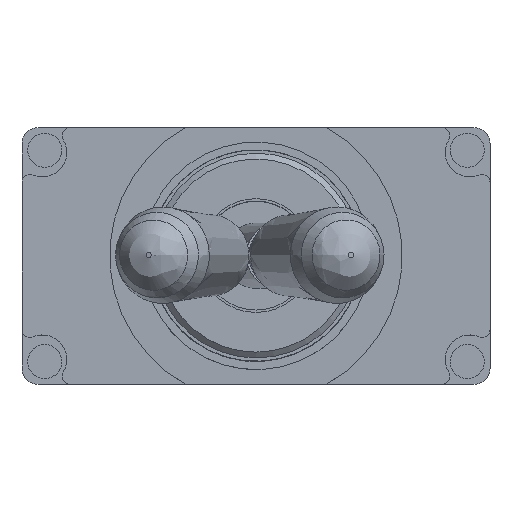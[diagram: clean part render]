
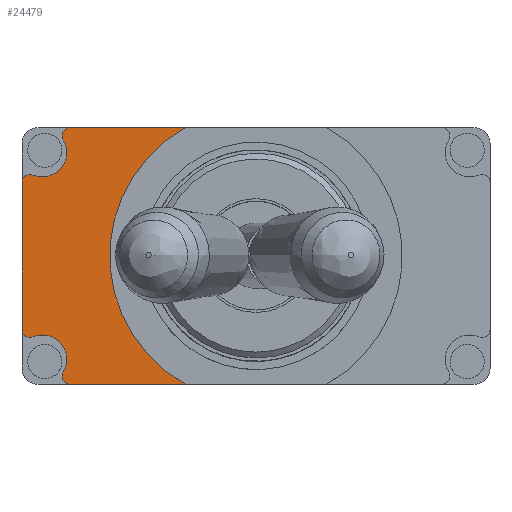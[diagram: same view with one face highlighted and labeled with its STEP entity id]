
A CAD part, top view. The second image highlights one B-rep face of the part: STEP entity #24479.
In plain terms, the highlighted planar face has unit normal (0, 0, 1).
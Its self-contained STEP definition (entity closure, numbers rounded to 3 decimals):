
#364=CIRCLE('',#25732,9.);
#366=CIRCLE('',#25738,0.5);
#367=CIRCLE('',#25739,0.5);
#368=CIRCLE('',#25740,1.5);
#369=CIRCLE('',#25741,0.5);
#370=CIRCLE('',#25742,0.5);
#371=CIRCLE('',#25743,1.5);
#6931=ORIENTED_EDGE('',*,*,#9858,.F.);
#6932=ORIENTED_EDGE('',*,*,#9859,.T.);
#6933=ORIENTED_EDGE('',*,*,#9860,.T.);
#6934=ORIENTED_EDGE('',*,*,#9861,.T.);
#6935=ORIENTED_EDGE('',*,*,#9862,.T.);
#6936=ORIENTED_EDGE('',*,*,#9841,.T.);
#6937=ORIENTED_EDGE('',*,*,#9835,.T.);
#6938=ORIENTED_EDGE('',*,*,#9851,.T.);
#6939=ORIENTED_EDGE('',*,*,#9863,.F.);
#6940=ORIENTED_EDGE('',*,*,#9864,.F.);
#9835=EDGE_CURVE('',#11755,#11754,#364,.T.);
#9841=EDGE_CURVE('',#11760,#11755,#12971,.T.);
#9851=EDGE_CURVE('',#11754,#11768,#12980,.T.);
#9858=EDGE_CURVE('',#11774,#11775,#366,.T.);
#9859=EDGE_CURVE('',#11774,#11776,#12987,.T.);
#9860=EDGE_CURVE('',#11776,#11777,#367,.T.);
#9861=EDGE_CURVE('',#11777,#11778,#368,.T.);
#9862=EDGE_CURVE('',#11778,#11760,#369,.T.);
#9863=EDGE_CURVE('',#11779,#11768,#370,.T.);
#9864=EDGE_CURVE('',#11775,#11779,#371,.T.);
#11754=VERTEX_POINT('',#47218);
#11755=VERTEX_POINT('',#47220);
#11760=VERTEX_POINT('',#47232);
#11768=VERTEX_POINT('',#47251);
#11774=VERTEX_POINT('',#47266);
#11775=VERTEX_POINT('',#47267);
#11776=VERTEX_POINT('',#47269);
#11777=VERTEX_POINT('',#47271);
#11778=VERTEX_POINT('',#47273);
#11779=VERTEX_POINT('',#47276);
#12971=LINE('',#47231,#14156);
#12980=LINE('',#47252,#14165);
#12987=LINE('',#47268,#14172);
#14156=VECTOR('',#29285,1000.);
#14165=VECTOR('',#29300,1000.);
#14172=VECTOR('',#29311,1000.);
#15496=EDGE_LOOP('',(#6931,#6932,#6933,#6934,#6935,#6936,#6937,#6938,#6939,
#6940));
#16886=FACE_BOUND('',#15496,.T.);
#17749=PLANE('',#25737);
#24479=ADVANCED_FACE('',(#16886),#17749,.T.);
#25732=AXIS2_PLACEMENT_3D('',#47219,#29276,#29277);
#25737=AXIS2_PLACEMENT_3D('',#47264,#29307,#29308);
#25738=AXIS2_PLACEMENT_3D('',#47265,#29309,#29310);
#25739=AXIS2_PLACEMENT_3D('',#47270,#29312,#29313);
#25740=AXIS2_PLACEMENT_3D('',#47272,#29314,#29315);
#25741=AXIS2_PLACEMENT_3D('',#47274,#29316,#29317);
#25742=AXIS2_PLACEMENT_3D('',#47275,#29318,#29319);
#25743=AXIS2_PLACEMENT_3D('',#47277,#29320,#29321);
#29276=DIRECTION('',(0.,0.,-1.));
#29277=DIRECTION('',(1.,0.,0.));
#29285=DIRECTION('',(1.,0.,0.));
#29300=DIRECTION('',(-1.,0.,0.));
#29307=DIRECTION('',(0.,0.,1.));
#29308=DIRECTION('',(1.,0.,0.));
#29309=DIRECTION('',(0.,0.,-1.));
#29310=DIRECTION('',(1.,0.,0.));
#29311=DIRECTION('',(0.,-1.,0.));
#29312=DIRECTION('',(0.,0.,1.));
#29313=DIRECTION('',(1.,0.,0.));
#29314=DIRECTION('',(0.,0.,-1.));
#29315=DIRECTION('',(-1.,0.,0.));
#29316=DIRECTION('',(0.,0.,1.));
#29317=DIRECTION('',(1.,0.,0.));
#29318=DIRECTION('',(0.,0.,-1.));
#29319=DIRECTION('',(1.,0.,0.));
#29320=DIRECTION('',(0.,0.,1.));
#29321=DIRECTION('',(-1.,0.,0.));
#47218=CARTESIAN_POINT('',(-4.312,7.9,20.7));
#47219=CARTESIAN_POINT('',(0.,0.,20.7));
#47220=CARTESIAN_POINT('',(-4.312,-7.9,20.7));
#47231=CARTESIAN_POINT('',(-13.4,-7.9,20.7));
#47232=CARTESIAN_POINT('',(-11.429,-7.9,20.7));
#47251=CARTESIAN_POINT('',(-11.429,7.9,20.7));
#47252=CARTESIAN_POINT('',(-4.312,7.9,20.7));
#47264=CARTESIAN_POINT('',(-13.4,6.9,20.7));
#47265=CARTESIAN_POINT('',(-13.9,4.514,20.7));
#47266=CARTESIAN_POINT('',(-14.4,4.514,20.7));
#47267=CARTESIAN_POINT('',(-13.71,4.976,20.7));
#47268=CARTESIAN_POINT('',(-14.4,6.9,20.7));
#47269=CARTESIAN_POINT('',(-14.4,-4.514,20.7));
#47270=CARTESIAN_POINT('',(-13.9,-4.514,20.7));
#47271=CARTESIAN_POINT('',(-13.71,-4.976,20.7));
#47272=CARTESIAN_POINT('',(-13.139,-6.364,20.7));
#47273=CARTESIAN_POINT('',(-11.857,-7.141,20.7));
#47274=CARTESIAN_POINT('',(-11.429,-7.4,20.7));
#47275=CARTESIAN_POINT('',(-11.429,7.4,20.7));
#47276=CARTESIAN_POINT('',(-11.857,7.141,20.7));
#47277=CARTESIAN_POINT('',(-13.139,6.364,20.7));
